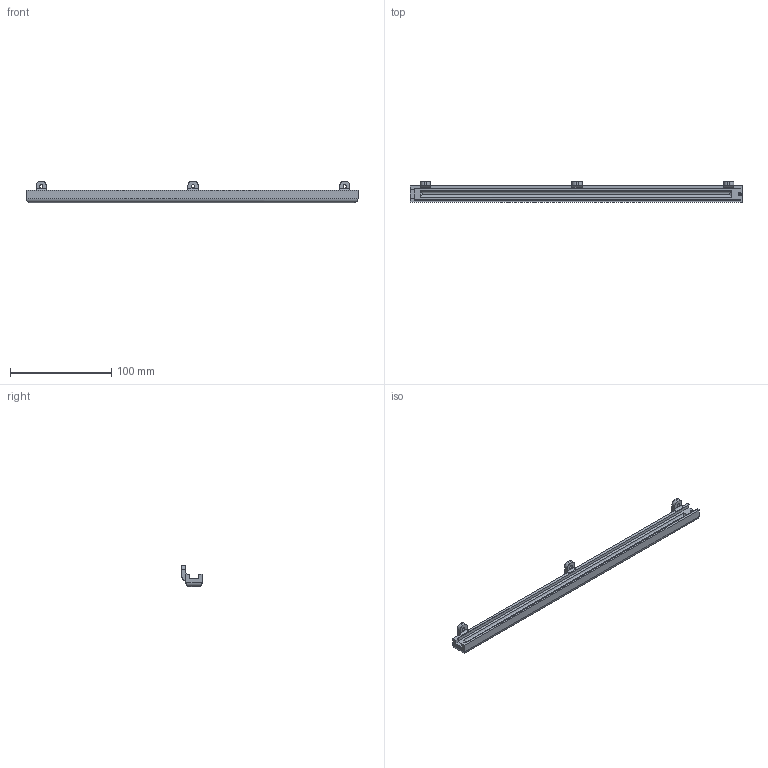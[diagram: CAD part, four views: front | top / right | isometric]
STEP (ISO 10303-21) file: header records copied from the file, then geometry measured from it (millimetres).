
FILE_DESCRIPTION (( 'STEP AP203' ), '1' );
FILE_NAME ('Diffuser and mount 320.STEP', '2025-07-27T22:41:19', ( '' ), ( '' ), 'SwSTEP 2.0', 'SolidWorks 2025', '' );
FILE_SCHEMA (( 'CONFIG_CONTROL_DESIGN' ));
Length unit declared in the file: millimetre
Products named in the file (1): Diffuser and mount 320
Bounding box: 328 x 20 x 21 mm (x, y, z)
Volume: 40717.3 mm3; surface area: 23950.8 mm2
Topology: 2 solids, 2 shells, 67 faces, 179 edges, 118 vertices
Faces by surface type: plane 37, cylinder 26, torus 4
Entity records: 2176 total; most frequent: CARTESIAN_POINT 389, ORIENTED_EDGE 358, DIRECTION 355, EDGE_CURVE 179, VECTOR 123, LINE 123, VERTEX_POINT 118, AXIS2_PLACEMENT_3D 116
